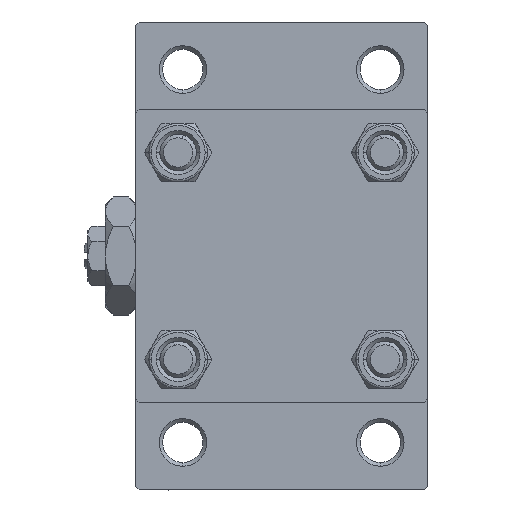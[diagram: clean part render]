
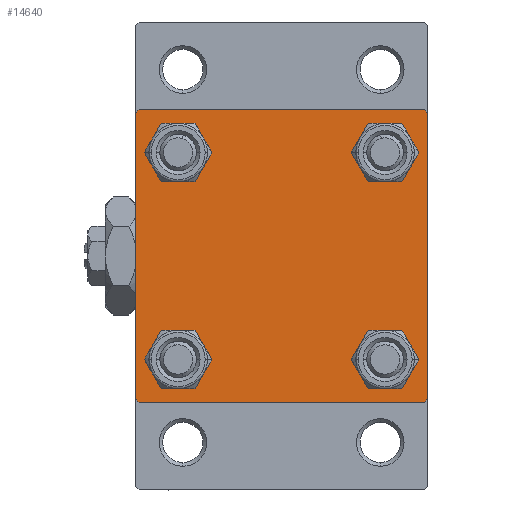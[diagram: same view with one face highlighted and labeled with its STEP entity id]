
A CAD part, left-side view. The second image highlights one B-rep face of the part: STEP entity #14640.
In plain terms, the highlighted planar face has unit normal (-1, 0, 0).
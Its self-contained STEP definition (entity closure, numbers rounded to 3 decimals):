
#217 = DIRECTION ( 'NONE',  ( 1., 0., 0. ) ) ;
#272 = VERTEX_POINT ( 'NONE', #35077 ) ;
#920 = CARTESIAN_POINT ( 'NONE',  ( 0., 19.75, -19.75 ) ) ;
#946 = DIRECTION ( 'NONE',  ( 0., 0., -1. ) ) ;
#1392 = CIRCLE ( 'NONE', #47251, 3. ) ;
#1782 = DIRECTION ( 'NONE',  ( 0., 0., 1. ) ) ;
#2031 = DIRECTION ( 'NONE',  ( 1., 0., 0. ) ) ;
#2536 = FACE_BOUND ( 'NONE', #46437, .T. ) ;
#2912 = DIRECTION ( 'NONE',  ( 0., 0., 1. ) ) ;
#4033 = CARTESIAN_POINT ( 'NONE',  ( 0., -14.15, 11.15 ) ) ;
#4563 = LINE ( 'NONE', #46886, #14456 ) ;
#4688 = EDGE_LOOP ( 'NONE', ( #42850, #14752, #38195, #45784, #41562, #25559, #49442, #44381 ) ) ;
#5525 = CARTESIAN_POINT ( 'NONE',  ( 0., -14.15, 17.15 ) ) ;
#5532 = VERTEX_POINT ( 'NONE', #6310 ) ;
#5600 = CARTESIAN_POINT ( 'NONE',  ( 0., 14.15, -14.15 ) ) ;
#5870 = CIRCLE ( 'NONE', #45159, 3. ) ;
#6310 = CARTESIAN_POINT ( 'NONE',  ( 0., 14.15, -17.15 ) ) ;
#6824 = CARTESIAN_POINT ( 'NONE',  ( 0., -19.5, -20. ) ) ;
#6875 = VECTOR ( 'NONE', #40747, 1000. ) ;
#6909 = CIRCLE ( 'NONE', #23233, 3. ) ;
#6942 = DIRECTION ( 'NONE',  ( 0., -1., 0. ) ) ;
#7205 = LINE ( 'NONE', #26143, #32778 ) ;
#7240 = EDGE_CURVE ( 'NONE', #272, #48993, #45581, .T. ) ;
#7669 = ORIENTED_EDGE ( 'NONE', *, *, #16725, .T. ) ;
#7860 = DIRECTION ( 'NONE',  ( 1., 0., 0. ) ) ;
#8350 = LINE ( 'NONE', #27311, #41695 ) ;
#8506 = CIRCLE ( 'NONE', #42882, 3. ) ;
#8650 = VECTOR ( 'NONE', #12471, 1000. ) ;
#8739 = CARTESIAN_POINT ( 'NONE',  ( 0., 14.15, 17.15 ) ) ;
#8761 = CIRCLE ( 'NONE', #43167, 3. ) ;
#9478 = DIRECTION ( 'NONE',  ( -1., 0., 0. ) ) ;
#9736 = FACE_BOUND ( 'NONE', #42398, .T. ) ;
#9869 = CARTESIAN_POINT ( 'NONE',  ( 0., 14.15, 14.15 ) ) ;
#10045 = ORIENTED_EDGE ( 'NONE', *, *, #16599, .T. ) ;
#10170 = CARTESIAN_POINT ( 'NONE',  ( 0., -19.75, -19.75 ) ) ;
#10671 = DIRECTION ( 'NONE',  ( 0., -0.707, 0.707 ) ) ;
#10933 = ORIENTED_EDGE ( 'NONE', *, *, #30766, .T. ) ;
#11929 = VERTEX_POINT ( 'NONE', #38340 ) ;
#11949 = ORIENTED_EDGE ( 'NONE', *, *, #26570, .T. ) ;
#12015 = DIRECTION ( 'NONE',  ( 0., 0., 1. ) ) ;
#12451 = DIRECTION ( 'NONE',  ( 0., 0., 1. ) ) ;
#12471 = DIRECTION ( 'NONE',  ( 0., -0.707, -0.707 ) ) ;
#13115 = ORIENTED_EDGE ( 'NONE', *, *, #26488, .T. ) ;
#13562 = PLANE ( 'NONE',  #23535 ) ;
#13638 = EDGE_CURVE ( 'NONE', #42956, #11929, #22193, .T. ) ;
#13915 = CARTESIAN_POINT ( 'NONE',  ( 0., 20., -19.5 ) ) ;
#14004 = ORIENTED_EDGE ( 'NONE', *, *, #33326, .T. ) ;
#14456 = VECTOR ( 'NONE', #43796, 1000. ) ;
#14640 = ADVANCED_FACE ( 'NONE', ( #9736, #26109, #41259, #2536, #22264 ), #13562, .T. ) ;
#14752 = ORIENTED_EDGE ( 'NONE', *, *, #34373, .T. ) ;
#15623 = CARTESIAN_POINT ( 'NONE',  ( 0., -14.15, -14.15 ) ) ;
#16266 = VERTEX_POINT ( 'NONE', #4033 ) ;
#16599 = EDGE_CURVE ( 'NONE', #23836, #48499, #8761, .T. ) ;
#16725 = EDGE_CURVE ( 'NONE', #47300, #5532, #1392, .T. ) ;
#17002 = CARTESIAN_POINT ( 'NONE',  ( 0., 14.15, -11.15 ) ) ;
#18883 = AXIS2_PLACEMENT_3D ( 'NONE', #39478, #31758, #47405 ) ;
#19586 = DIRECTION ( 'NONE',  ( 0., 0., -1. ) ) ;
#21183 = VERTEX_POINT ( 'NONE', #24082 ) ;
#21853 = CARTESIAN_POINT ( 'NONE',  ( 0., 20., 19.5 ) ) ;
#22193 = LINE ( 'NONE', #10170, #32502 ) ;
#22264 = FACE_OUTER_BOUND ( 'NONE', #4688, .T. ) ;
#22269 = VERTEX_POINT ( 'NONE', #24532 ) ;
#22819 = CARTESIAN_POINT ( 'NONE',  ( 0., -14.15, -17.15 ) ) ;
#23233 = AXIS2_PLACEMENT_3D ( 'NONE', #9869, #25483, #2912 ) ;
#23471 = CARTESIAN_POINT ( 'NONE',  ( 0., 19.5, -20. ) ) ;
#23535 = AXIS2_PLACEMENT_3D ( 'NONE', #37923, #9478, #41766 ) ;
#23836 = VERTEX_POINT ( 'NONE', #28292 ) ;
#24082 = CARTESIAN_POINT ( 'NONE',  ( 0., 19.5, 20. ) ) ;
#24532 = CARTESIAN_POINT ( 'NONE',  ( 0., 14.15, 11.15 ) ) ;
#24551 = DIRECTION ( 'NONE',  ( 1., 0., 0. ) ) ;
#25111 = CARTESIAN_POINT ( 'NONE',  ( 0., -14.15, 14.15 ) ) ;
#25483 = DIRECTION ( 'NONE',  ( 1., 0., 0. ) ) ;
#25489 = EDGE_CURVE ( 'NONE', #48201, #40029, #46619, .T. ) ;
#25559 = ORIENTED_EDGE ( 'NONE', *, *, #7240, .T. ) ;
#26109 = FACE_BOUND ( 'NONE', #46700, .T. ) ;
#26143 = CARTESIAN_POINT ( 'NONE',  ( 0., 20., -20. ) ) ;
#26266 = VECTOR ( 'NONE', #946, 1000. ) ;
#26488 = EDGE_CURVE ( 'NONE', #48499, #23836, #5870, .T. ) ;
#26570 = EDGE_CURVE ( 'NONE', #5532, #47300, #36151, .T. ) ;
#26809 = DIRECTION ( 'NONE',  ( 0., 0.707, -0.707 ) ) ;
#27311 = CARTESIAN_POINT ( 'NONE',  ( 0., 19.75, 19.75 ) ) ;
#27770 = CARTESIAN_POINT ( 'NONE',  ( 0., -20., 20. ) ) ;
#28292 = CARTESIAN_POINT ( 'NONE',  ( 0., -14.15, -11.15 ) ) ;
#30624 = CARTESIAN_POINT ( 'NONE',  ( 0., -19.5, 20. ) ) ;
#30766 = EDGE_CURVE ( 'NONE', #46182, #22269, #8506, .T. ) ;
#30779 = VERTEX_POINT ( 'NONE', #23471 ) ;
#31072 = EDGE_CURVE ( 'NONE', #22269, #46182, #6909, .T. ) ;
#31357 = LINE ( 'NONE', #27770, #35681 ) ;
#31758 = DIRECTION ( 'NONE',  ( 1., 0., 0. ) ) ;
#31947 = LINE ( 'NONE', #920, #8650 ) ;
#32502 = VECTOR ( 'NONE', #10671, 1000. ) ;
#32778 = VECTOR ( 'NONE', #6942, 1000. ) ;
#33326 = EDGE_CURVE ( 'NONE', #16266, #36208, #35609, .T. ) ;
#34373 = EDGE_CURVE ( 'NONE', #40029, #30779, #31947, .T. ) ;
#35077 = CARTESIAN_POINT ( 'NONE',  ( 0., -20., 19.5 ) ) ;
#35489 = CARTESIAN_POINT ( 'NONE',  ( 0., 14.15, -14.15 ) ) ;
#35609 = CIRCLE ( 'NONE', #38071, 3. ) ;
#35681 = VECTOR ( 'NONE', #19586, 1000. ) ;
#36138 = ORIENTED_EDGE ( 'NONE', *, *, #49737, .T. ) ;
#36151 = CIRCLE ( 'NONE', #36970, 3. ) ;
#36208 = VERTEX_POINT ( 'NONE', #5525 ) ;
#36249 = DIRECTION ( 'NONE',  ( 1., 0., 0. ) ) ;
#36887 = CARTESIAN_POINT ( 'NONE',  ( 0., -19.75, 19.75 ) ) ;
#36970 = AXIS2_PLACEMENT_3D ( 'NONE', #5600, #24551, #44549 ) ;
#37923 = CARTESIAN_POINT ( 'NONE',  ( 0., 0., 0. ) ) ;
#38071 = AXIS2_PLACEMENT_3D ( 'NONE', #25111, #2031, #1782 ) ;
#38105 = EDGE_CURVE ( 'NONE', #21183, #48993, #4563, .T. ) ;
#38195 = ORIENTED_EDGE ( 'NONE', *, *, #48590, .T. ) ;
#38340 = CARTESIAN_POINT ( 'NONE',  ( 0., -20., -19.5 ) ) ;
#38549 = CIRCLE ( 'NONE', #18883, 3. ) ;
#38820 = EDGE_CURVE ( 'NONE', #272, #11929, #31357, .T. ) ;
#39478 = CARTESIAN_POINT ( 'NONE',  ( 0., -14.15, 14.15 ) ) ;
#40029 = VERTEX_POINT ( 'NONE', #13915 ) ;
#40374 = DIRECTION ( 'NONE',  ( 0., 0., 1. ) ) ;
#40747 = DIRECTION ( 'NONE',  ( 0., 0.707, 0.707 ) ) ;
#41259 = FACE_BOUND ( 'NONE', #49578, .T. ) ;
#41562 = ORIENTED_EDGE ( 'NONE', *, *, #38820, .F. ) ;
#41695 = VECTOR ( 'NONE', #26809, 1000. ) ;
#41766 = DIRECTION ( 'NONE',  ( 0., 0., 1. ) ) ;
#42188 = CARTESIAN_POINT ( 'NONE',  ( 0., -14.15, -14.15 ) ) ;
#42398 = EDGE_LOOP ( 'NONE', ( #36138, #14004 ) ) ;
#42730 = CARTESIAN_POINT ( 'NONE',  ( 0., 14.15, 14.15 ) ) ;
#42778 = CARTESIAN_POINT ( 'NONE',  ( 0., 20., 20. ) ) ;
#42850 = ORIENTED_EDGE ( 'NONE', *, *, #25489, .T. ) ;
#42882 = AXIS2_PLACEMENT_3D ( 'NONE', #42730, #7860, #12451 ) ;
#42956 = VERTEX_POINT ( 'NONE', #6824 ) ;
#43167 = AXIS2_PLACEMENT_3D ( 'NONE', #42188, #50641, #46027 ) ;
#43796 = DIRECTION ( 'NONE',  ( 0., -1., 0. ) ) ;
#44381 = ORIENTED_EDGE ( 'NONE', *, *, #45659, .T. ) ;
#44549 = DIRECTION ( 'NONE',  ( 0., 0., 1. ) ) ;
#45159 = AXIS2_PLACEMENT_3D ( 'NONE', #15623, #217, #12015 ) ;
#45581 = LINE ( 'NONE', #36887, #6875 ) ;
#45659 = EDGE_CURVE ( 'NONE', #21183, #48201, #8350, .T. ) ;
#45784 = ORIENTED_EDGE ( 'NONE', *, *, #13638, .T. ) ;
#46027 = DIRECTION ( 'NONE',  ( 0., 0., 1. ) ) ;
#46182 = VERTEX_POINT ( 'NONE', #8739 ) ;
#46437 = EDGE_LOOP ( 'NONE', ( #10933, #49402 ) ) ;
#46619 = LINE ( 'NONE', #42778, #26266 ) ;
#46700 = EDGE_LOOP ( 'NONE', ( #10045, #13115 ) ) ;
#46886 = CARTESIAN_POINT ( 'NONE',  ( 0., 20., 20. ) ) ;
#47251 = AXIS2_PLACEMENT_3D ( 'NONE', #35489, #36249, #40374 ) ;
#47300 = VERTEX_POINT ( 'NONE', #17002 ) ;
#47405 = DIRECTION ( 'NONE',  ( 0., 0., 1. ) ) ;
#48201 = VERTEX_POINT ( 'NONE', #21853 ) ;
#48499 = VERTEX_POINT ( 'NONE', #22819 ) ;
#48590 = EDGE_CURVE ( 'NONE', #30779, #42956, #7205, .T. ) ;
#48993 = VERTEX_POINT ( 'NONE', #30624 ) ;
#49402 = ORIENTED_EDGE ( 'NONE', *, *, #31072, .T. ) ;
#49442 = ORIENTED_EDGE ( 'NONE', *, *, #38105, .F. ) ;
#49578 = EDGE_LOOP ( 'NONE', ( #7669, #11949 ) ) ;
#49737 = EDGE_CURVE ( 'NONE', #36208, #16266, #38549, .T. ) ;
#50641 = DIRECTION ( 'NONE',  ( 1., 0., 0. ) ) ;
